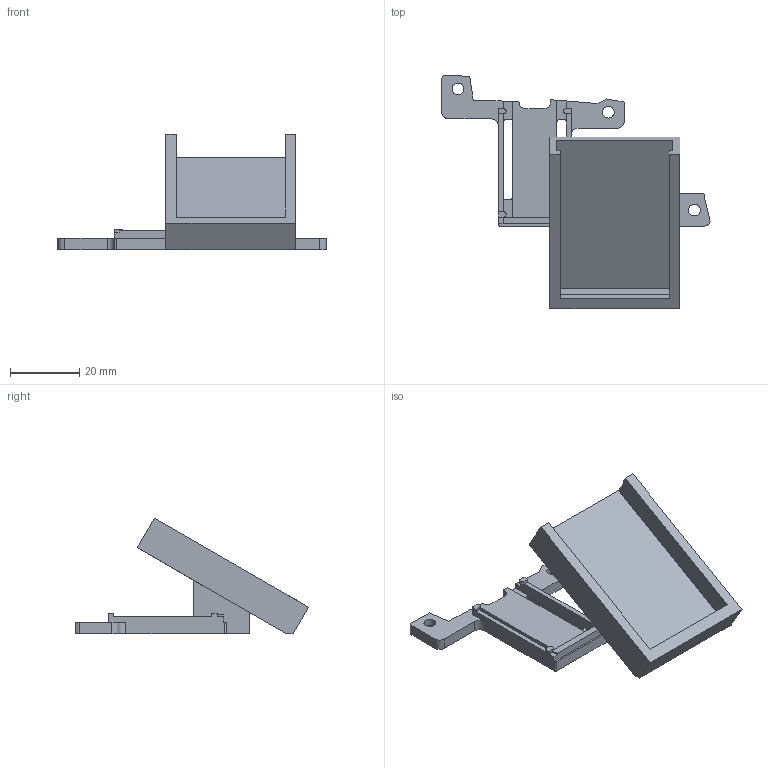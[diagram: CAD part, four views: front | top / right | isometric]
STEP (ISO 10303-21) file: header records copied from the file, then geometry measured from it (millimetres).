
FILE_DESCRIPTION(('Open CASCADE Model'),'2;1');
FILE_NAME('Open CASCADE Shape Model','2025-07-30T20:08:26',('Author'),( 'Open CASCADE'),'Open CASCADE STEP processor 7.8','build123d', 'Unknown');
FILE_SCHEMA(('AUTOMOTIVE_DESIGN { 1 0 10303 214 1 1 1 1 }'));
Length unit declared in the file: millimetre
Products named in the file (1): SOLID
Bounding box: 77.47 x 67.28 x 33.41 mm (x, y, z)
Volume: 14627.5 mm3; surface area: 10849.5 mm2
Topology: 1 solids, 1 shells, 117 faces, 343 edges, 225 vertices
Faces by surface type: plane 80, cylinder 23, bspline 7, extrusion 4, cone 3
Full cylindrical faces by diameter (mm): 3.4 x3
Entity records: 9121 total; most frequent: CARTESIAN_POINT 2582, DIRECTION 1117, VECTOR 752, LINE 748, ORIENTED_EDGE 686, PCURVE 686, DEFINITIONAL_REPRESENTATION 686, EDGE_CURVE 343
